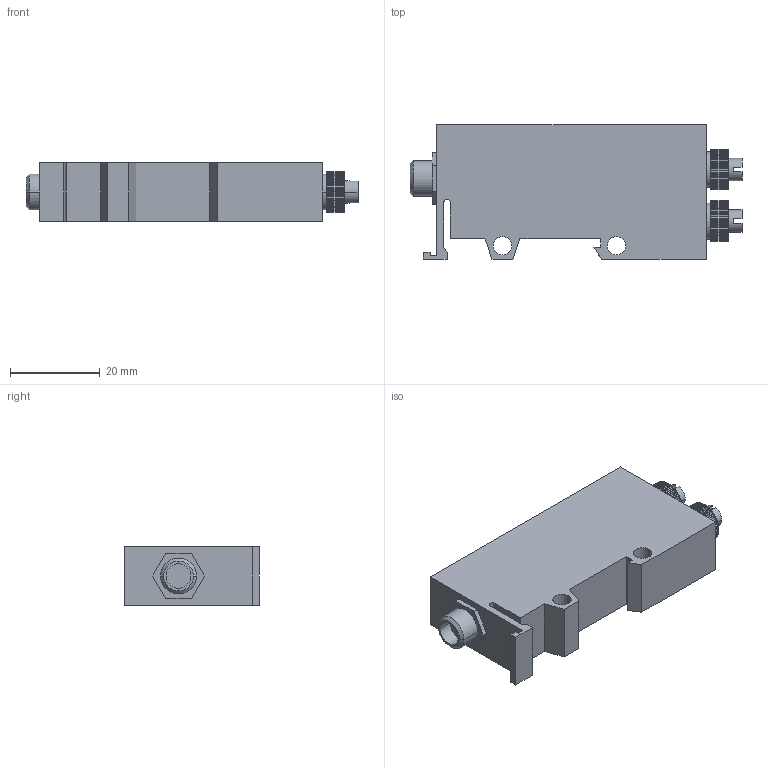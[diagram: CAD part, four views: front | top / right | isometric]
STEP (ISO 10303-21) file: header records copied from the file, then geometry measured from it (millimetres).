
FILE_DESCRIPTION(('STEP AP242'),'1');
FILE_NAME('sensor_xuyafp946s.stp','2021-08-02T07:28:52',('TraceParts'),('TraceParts S.A.'),'Spatial InterOp 3D',' ',' ');
FILE_SCHEMA(('AP242_MANAGED_MODEL_BASED_3D_ENGINEERING_MIM_LF {1 0 10303 442 1 1 4}'));
Length unit declared in the file: millimetre
Products named in the file (1): sensor_xuyafp946s
Bounding box: 74 x 30 x 13 mm (x, y, z)
Volume: 21918.2 mm3; surface area: 7449.5 mm2
Topology: 1 solids, 1 shells, 374 faces, 1072 edges, 714 vertices
Faces by surface type: cylinder 293, plane 79, cone 2
Entity records: 15580 total; most frequent: DIRECTION 2426, CARTESIAN_POINT 2161, ORIENTED_EDGE 2144, EDGE_CURVE 1072, AXIS2_PLACEMENT_3D 979, VERTEX_POINT 714, CIRCLE 604, LINE 468
